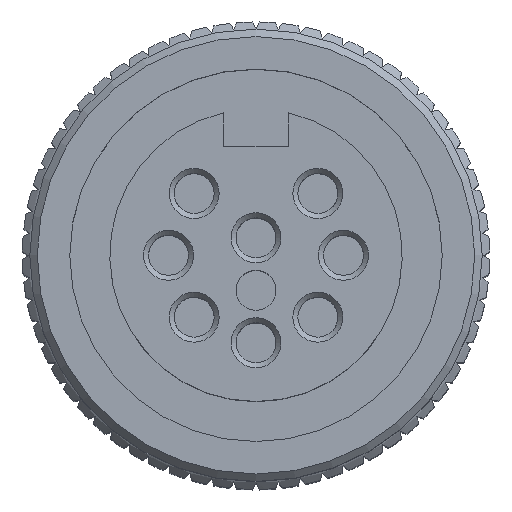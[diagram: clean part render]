
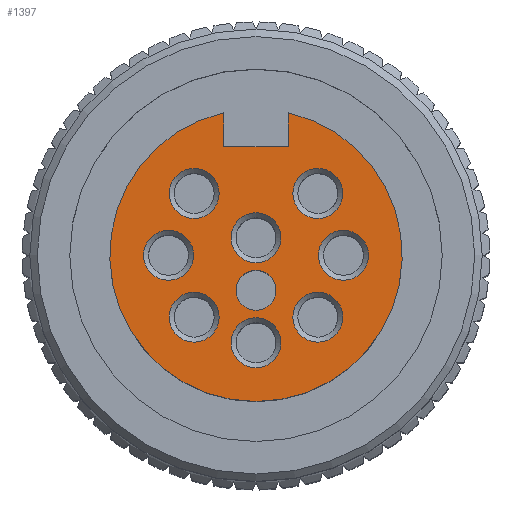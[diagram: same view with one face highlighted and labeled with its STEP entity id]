
A CAD part, top view. The second image highlights one B-rep face of the part: STEP entity #1397.
In plain terms, the highlighted planar face has unit normal (0, 0, 1).
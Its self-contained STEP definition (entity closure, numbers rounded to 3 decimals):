
#488 = CARTESIAN_POINT ( 'NONE',  ( -1.3, 4.35, 31.9 ) ) ;
#592 = ORIENTED_EDGE ( 'NONE', *, *, #3998, .T. ) ;
#663 = EDGE_LOOP ( 'NONE', ( #972 ) ) ;
#747 = ORIENTED_EDGE ( 'NONE', *, *, #8981, .F. ) ;
#835 = EDGE_LOOP ( 'NONE', ( #9561 ) ) ;
#862 = DIRECTION ( 'NONE',  ( 0., 0., -1. ) ) ;
#972 = ORIENTED_EDGE ( 'NONE', *, *, #1224, .T. ) ;
#1224 = EDGE_CURVE ( 'NONE', #2679, #2679, #8061, .T. ) ;
#1235 = ORIENTED_EDGE ( 'NONE', *, *, #9030, .T. ) ;
#1278 = VERTEX_POINT ( 'NONE', #5899 ) ;
#1331 = CIRCLE ( 'NONE', #1623, 1. ) ;
#1397 = ADVANCED_FACE ( 'NONE', ( #3270, #10943, #8842, #12697, #7262, #5479, #6761, #8050, #5321, #12841 ), #7348, .T. ) ;
#1466 = CARTESIAN_POINT ( 'NONE',  ( -3.475, 2.475, 31.9 ) ) ;
#1623 = AXIS2_PLACEMENT_3D ( 'NONE', #5188, #12341, #6133 ) ;
#1885 = CARTESIAN_POINT ( 'NONE',  ( 1.3, 4.35, 31.9 ) ) ;
#2161 = DIRECTION ( 'NONE',  ( 0., 0., 1. ) ) ;
#2182 = EDGE_CURVE ( 'NONE', #4415, #4415, #1331, .T. ) ;
#2679 = VERTEX_POINT ( 'NONE', #12572 ) ;
#2710 = EDGE_CURVE ( 'NONE', #6579, #1278, #12818, .T. ) ;
#2813 = VECTOR ( 'NONE', #13175, 1000. ) ;
#2831 = CARTESIAN_POINT ( 'NONE',  ( -3.5, 0., 31.9 ) ) ;
#2889 = CARTESIAN_POINT ( 'NONE',  ( 0., 0.7, 31.9 ) ) ;
#2971 = LINE ( 'NONE', #1885, #2813 ) ;
#3154 = CARTESIAN_POINT ( 'NONE',  ( 2.475, 2.475, 31.9 ) ) ;
#3175 = AXIS2_PLACEMENT_3D ( 'NONE', #10118, #10160, #12155 ) ;
#3269 = AXIS2_PLACEMENT_3D ( 'NONE', #2889, #862, #7117 ) ;
#3270 = FACE_BOUND ( 'NONE', #4833, .T. ) ;
#3381 = CARTESIAN_POINT ( 'NONE',  ( -1., 0.7, 31.9 ) ) ;
#3643 = EDGE_LOOP ( 'NONE', ( #4445 ) ) ;
#3778 = ORIENTED_EDGE ( 'NONE', *, *, #7014, .T. ) ;
#3973 = DIRECTION ( 'NONE',  ( -1., 0., 0. ) ) ;
#3998 = EDGE_CURVE ( 'NONE', #1278, #8493, #8953, .T. ) ;
#4144 = DIRECTION ( 'NONE',  ( -1., 0., 0. ) ) ;
#4400 = CIRCLE ( 'NONE', #10444, 1. ) ;
#4415 = VERTEX_POINT ( 'NONE', #1466 ) ;
#4445 = ORIENTED_EDGE ( 'NONE', *, *, #6340, .T. ) ;
#4537 = DIRECTION ( 'NONE',  ( -1., 0., 0. ) ) ;
#4656 = EDGE_LOOP ( 'NONE', ( #747 ) ) ;
#4795 = EDGE_CURVE ( 'NONE', #8409, #6579, #9254, .T. ) ;
#4833 = EDGE_LOOP ( 'NONE', ( #4953 ) ) ;
#4843 = CIRCLE ( 'NONE', #8641, 1. ) ;
#4890 = VERTEX_POINT ( 'NONE', #6436 ) ;
#4946 = CARTESIAN_POINT ( 'NONE',  ( 0., -1.4, 31.9 ) ) ;
#4953 = ORIENTED_EDGE ( 'NONE', *, *, #7466, .T. ) ;
#4959 = DIRECTION ( 'NONE',  ( 0., 0., -1. ) ) ;
#4980 = AXIS2_PLACEMENT_3D ( 'NONE', #4946, #10010, #3973 ) ;
#5188 = CARTESIAN_POINT ( 'NONE',  ( -2.475, 2.475, 31.9 ) ) ;
#5248 = CARTESIAN_POINT ( 'NONE',  ( 0., -3.5, 31.9 ) ) ;
#5321 = FACE_OUTER_BOUND ( 'NONE', #11635, .T. ) ;
#5352 = AXIS2_PLACEMENT_3D ( 'NONE', #6289, #2161, #10300 ) ;
#5479 = FACE_BOUND ( 'NONE', #835, .T. ) ;
#5507 = CARTESIAN_POINT ( 'NONE',  ( -1., -3.5, 31.9 ) ) ;
#5699 = VERTEX_POINT ( 'NONE', #9464 ) ;
#5899 = CARTESIAN_POINT ( 'NONE',  ( -1.3, 5.704, 31.9 ) ) ;
#6018 = VERTEX_POINT ( 'NONE', #9604 ) ;
#6087 = CARTESIAN_POINT ( 'NONE',  ( -1.3, 4.35, 31.9 ) ) ;
#6133 = DIRECTION ( 'NONE',  ( -1., 0., 0. ) ) ;
#6289 = CARTESIAN_POINT ( 'NONE',  ( 0., 0., 31.9 ) ) ;
#6295 = DIRECTION ( 'NONE',  ( 0., 0., -1. ) ) ;
#6340 = EDGE_CURVE ( 'NONE', #11298, #11298, #6341, .T. ) ;
#6341 = CIRCLE ( 'NONE', #12787, 1. ) ;
#6393 = CARTESIAN_POINT ( 'NONE',  ( -0.8, -1.4, 31.9 ) ) ;
#6436 = CARTESIAN_POINT ( 'NONE',  ( 1.475, 2.475, 31.9 ) ) ;
#6555 = DIRECTION ( 'NONE',  ( 0., 1., 0. ) ) ;
#6579 = VERTEX_POINT ( 'NONE', #6087 ) ;
#6604 = EDGE_CURVE ( 'NONE', #5699, #5699, #12084, .T. ) ;
#6631 = CARTESIAN_POINT ( 'NONE',  ( -2.475, -2.475, 31.9 ) ) ;
#6665 = CARTESIAN_POINT ( 'NONE',  ( 1.3, 4.35, 31.9 ) ) ;
#6691 = EDGE_CURVE ( 'NONE', #8732, #8732, #4400, .T. ) ;
#6761 = FACE_BOUND ( 'NONE', #7667, .T. ) ;
#6981 = DIRECTION ( 'NONE',  ( -1., 0., 0. ) ) ;
#7014 = EDGE_CURVE ( 'NONE', #4890, #4890, #4843, .T. ) ;
#7110 = DIRECTION ( 'NONE',  ( -1., 0., 0. ) ) ;
#7117 = DIRECTION ( 'NONE',  ( -1., 0., 0. ) ) ;
#7262 = FACE_BOUND ( 'NONE', #663, .T. ) ;
#7320 = DIRECTION ( 'NONE',  ( 0., 0., -1. ) ) ;
#7348 = PLANE ( 'NONE',  #5352 ) ;
#7466 = EDGE_CURVE ( 'NONE', #6018, #6018, #10927, .T. ) ;
#7558 = DIRECTION ( 'NONE',  ( 0., 0., -1. ) ) ;
#7559 = AXIS2_PLACEMENT_3D ( 'NONE', #9978, #12194, #7110 ) ;
#7667 = EDGE_LOOP ( 'NONE', ( #8940 ) ) ;
#8050 = FACE_BOUND ( 'NONE', #11150, .T. ) ;
#8061 = CIRCLE ( 'NONE', #12468, 1. ) ;
#8256 = ORIENTED_EDGE ( 'NONE', *, *, #2710, .T. ) ;
#8409 = VERTEX_POINT ( 'NONE', #6665 ) ;
#8493 = VERTEX_POINT ( 'NONE', #12624 ) ;
#8604 = CARTESIAN_POINT ( 'NONE',  ( 2.475, -2.475, 31.9 ) ) ;
#8641 = AXIS2_PLACEMENT_3D ( 'NONE', #3154, #6295, #11277 ) ;
#8663 = EDGE_CURVE ( 'NONE', #10810, #10810, #9971, .T. ) ;
#8732 = VERTEX_POINT ( 'NONE', #12667 ) ;
#8842 = FACE_BOUND ( 'NONE', #3643, .T. ) ;
#8940 = ORIENTED_EDGE ( 'NONE', *, *, #2182, .T. ) ;
#8953 = CIRCLE ( 'NONE', #7559, 5.85 ) ;
#8981 = EDGE_CURVE ( 'NONE', #12900, #12900, #12705, .T. ) ;
#9030 = EDGE_CURVE ( 'NONE', #8493, #8409, #2971, .T. ) ;
#9254 = LINE ( 'NONE', #9383, #12463 ) ;
#9383 = CARTESIAN_POINT ( 'NONE',  ( 1.3, 4.35, 31.9 ) ) ;
#9464 = CARTESIAN_POINT ( 'NONE',  ( -3.475, -2.475, 31.9 ) ) ;
#9561 = ORIENTED_EDGE ( 'NONE', *, *, #8663, .T. ) ;
#9569 = EDGE_LOOP ( 'NONE', ( #11352 ) ) ;
#9604 = CARTESIAN_POINT ( 'NONE',  ( 2.5, 0., 31.9 ) ) ;
#9971 = CIRCLE ( 'NONE', #3269, 1. ) ;
#9978 = CARTESIAN_POINT ( 'NONE',  ( 0., 0., 31.9 ) ) ;
#10010 = DIRECTION ( 'NONE',  ( 0., 0., 1. ) ) ;
#10118 = CARTESIAN_POINT ( 'NONE',  ( 3.5, 0., 31.9 ) ) ;
#10160 = DIRECTION ( 'NONE',  ( 0., 0., -1. ) ) ;
#10300 = DIRECTION ( 'NONE',  ( -1., 0., 0. ) ) ;
#10444 = AXIS2_PLACEMENT_3D ( 'NONE', #8604, #10643, #4537 ) ;
#10555 = DIRECTION ( 'NONE',  ( -1., 0., 0. ) ) ;
#10643 = DIRECTION ( 'NONE',  ( 0., 0., -1. ) ) ;
#10810 = VERTEX_POINT ( 'NONE', #3381 ) ;
#10927 = CIRCLE ( 'NONE', #3175, 1. ) ;
#10943 = FACE_BOUND ( 'NONE', #9569, .T. ) ;
#10979 = AXIS2_PLACEMENT_3D ( 'NONE', #6631, #7558, #10555 ) ;
#11064 = VECTOR ( 'NONE', #6555, 1000. ) ;
#11150 = EDGE_LOOP ( 'NONE', ( #3778 ) ) ;
#11277 = DIRECTION ( 'NONE',  ( -1., 0., 0. ) ) ;
#11298 = VERTEX_POINT ( 'NONE', #5507 ) ;
#11325 = ORIENTED_EDGE ( 'NONE', *, *, #4795, .T. ) ;
#11352 = ORIENTED_EDGE ( 'NONE', *, *, #6691, .T. ) ;
#11423 = DIRECTION ( 'NONE',  ( -1., 0., 0. ) ) ;
#11635 = EDGE_LOOP ( 'NONE', ( #592, #1235, #11325, #8256 ) ) ;
#11875 = ORIENTED_EDGE ( 'NONE', *, *, #6604, .T. ) ;
#12084 = CIRCLE ( 'NONE', #10979, 1. ) ;
#12155 = DIRECTION ( 'NONE',  ( -1., 0., 0. ) ) ;
#12156 = EDGE_LOOP ( 'NONE', ( #11875 ) ) ;
#12194 = DIRECTION ( 'NONE',  ( 0., 0., 1. ) ) ;
#12341 = DIRECTION ( 'NONE',  ( 0., 0., -1. ) ) ;
#12463 = VECTOR ( 'NONE', #11423, 1000. ) ;
#12468 = AXIS2_PLACEMENT_3D ( 'NONE', #2831, #4959, #6981 ) ;
#12572 = CARTESIAN_POINT ( 'NONE',  ( -4.5, 0., 31.9 ) ) ;
#12624 = CARTESIAN_POINT ( 'NONE',  ( 1.3, 5.704, 31.9 ) ) ;
#12667 = CARTESIAN_POINT ( 'NONE',  ( 1.475, -2.475, 31.9 ) ) ;
#12697 = FACE_BOUND ( 'NONE', #12156, .T. ) ;
#12705 = CIRCLE ( 'NONE', #4980, 0.8 ) ;
#12787 = AXIS2_PLACEMENT_3D ( 'NONE', #5248, #7320, #4144 ) ;
#12818 = LINE ( 'NONE', #488, #11064 ) ;
#12841 = FACE_BOUND ( 'NONE', #4656, .T. ) ;
#12900 = VERTEX_POINT ( 'NONE', #6393 ) ;
#13175 = DIRECTION ( 'NONE',  ( 0., -1., 0. ) ) ;
